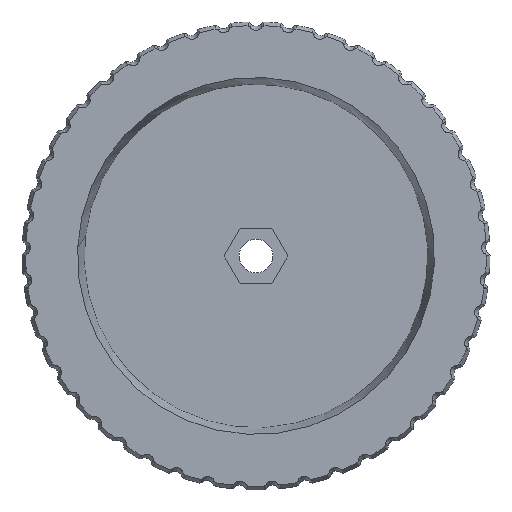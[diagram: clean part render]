
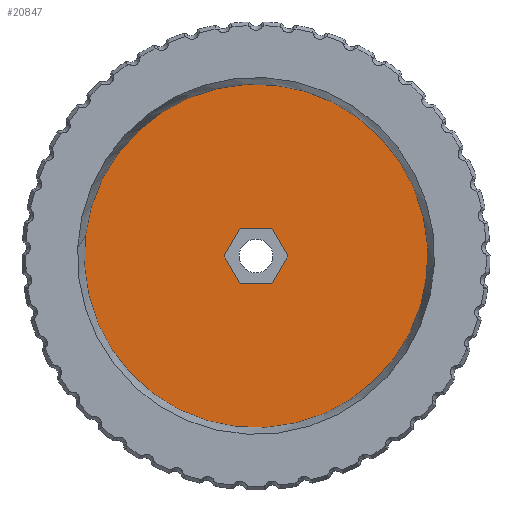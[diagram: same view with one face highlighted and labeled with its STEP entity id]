
A CAD part, top view. The second image highlights one B-rep face of the part: STEP entity #20847.
In plain terms, the highlighted planar face has unit normal (0, 0, 1).
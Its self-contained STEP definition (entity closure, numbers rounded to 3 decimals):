
#20 = EDGE_CURVE ( 'NONE', #8273, #19418, #10851, .T. ) ;
#318 = CARTESIAN_POINT ( 'NONE',  ( 0., 0., -3. ) ) ;
#563 = EDGE_CURVE ( 'NONE', #16410, #9477, #7560, .T. ) ;
#617 = EDGE_LOOP ( 'NONE', ( #22722, #7395, #12086, #22618, #3932, #1628 ) ) ;
#802 = CARTESIAN_POINT ( 'NONE',  ( -2.021, 3.5, -3. ) ) ;
#947 = VERTEX_POINT ( 'NONE', #16580 ) ;
#957 = VERTEX_POINT ( 'NONE', #7352 ) ;
#1058 = LINE ( 'NONE', #18940, #24769 ) ;
#1628 = ORIENTED_EDGE ( 'NONE', *, *, #20, .F. ) ;
#2147 = AXIS2_PLACEMENT_3D ( 'NONE', #7356, #3625, #22805 ) ;
#2754 = CARTESIAN_POINT ( 'NONE',  ( 21.653, -2.526, -3. ) ) ;
#2932 = EDGE_CURVE ( 'NONE', #4404, #947, #1058, .T. ) ;
#2996 = CARTESIAN_POINT ( 'NONE',  ( -2.021, 3.5, -3. ) ) ;
#3009 = CARTESIAN_POINT ( 'NONE',  ( 2.021, 3.5, -3. ) ) ;
#3368 = CARTESIAN_POINT ( 'NONE',  ( -4.041, 0., -3. ) ) ;
#3625 = DIRECTION ( 'NONE',  ( 0., 0., 1. ) ) ;
#3632 = EDGE_CURVE ( 'NONE', #957, #7829, #19372, .T. ) ;
#3635 = LINE ( 'NONE', #3368, #23504 ) ;
#3932 = ORIENTED_EDGE ( 'NONE', *, *, #20491, .F. ) ;
#4404 = VERTEX_POINT ( 'NONE', #26063 ) ;
#4592 = CARTESIAN_POINT ( 'NONE',  ( 4.041, 0., -3. ) ) ;
#5701 = LINE ( 'NONE', #25982, #20746 ) ;
#6977 = DIRECTION ( 'NONE',  ( 1., 0., 0. ) ) ;
#7352 = CARTESIAN_POINT ( 'NONE',  ( -21.653, 2.526, -3. ) ) ;
#7356 = CARTESIAN_POINT ( 'NONE',  ( 0., 0., -3. ) ) ;
#7395 = ORIENTED_EDGE ( 'NONE', *, *, #2932, .F. ) ;
#7498 = EDGE_LOOP ( 'NONE', ( #25231, #16823 ) ) ;
#7560 = LINE ( 'NONE', #2996, #11578 ) ;
#7829 = VERTEX_POINT ( 'NONE', #2754 ) ;
#8040 = DIRECTION ( 'NONE',  ( -1., 0., 0. ) ) ;
#8273 = VERTEX_POINT ( 'NONE', #27112 ) ;
#8277 = EDGE_CURVE ( 'NONE', #9477, #4404, #3635, .T. ) ;
#8963 = DIRECTION ( 'NONE',  ( 0., 0., 1. ) ) ;
#9477 = VERTEX_POINT ( 'NONE', #11195 ) ;
#10851 = LINE ( 'NONE', #4592, #11103 ) ;
#11103 = VECTOR ( 'NONE', #13267, 1000. ) ;
#11195 = CARTESIAN_POINT ( 'NONE',  ( -4.041, 0., -3. ) ) ;
#11578 = VECTOR ( 'NONE', #16242, 1000. ) ;
#12086 = ORIENTED_EDGE ( 'NONE', *, *, #8277, .F. ) ;
#12832 = LINE ( 'NONE', #21506, #22250 ) ;
#13058 = DIRECTION ( 'NONE',  ( 0.5, 0.866, 0. ) ) ;
#13267 = DIRECTION ( 'NONE',  ( -0.5, 0.866, 0. ) ) ;
#16242 = DIRECTION ( 'NONE',  ( -0.5, -0.866, 0. ) ) ;
#16410 = VERTEX_POINT ( 'NONE', #802 ) ;
#16580 = CARTESIAN_POINT ( 'NONE',  ( 2.021, -3.5, -3. ) ) ;
#16598 = DIRECTION ( 'NONE',  ( 0.5, -0.866, 0. ) ) ;
#16823 = ORIENTED_EDGE ( 'NONE', *, *, #23316, .T. ) ;
#17899 = PLANE ( 'NONE',  #23655 ) ;
#18251 = CARTESIAN_POINT ( 'NONE',  ( 0., 0., -3. ) ) ;
#18919 = CIRCLE ( 'NONE', #24758, 21.8 ) ;
#18940 = CARTESIAN_POINT ( 'NONE',  ( -2.021, -3.5, -3. ) ) ;
#19372 = CIRCLE ( 'NONE', #2147, 21.8 ) ;
#19418 = VERTEX_POINT ( 'NONE', #3009 ) ;
#20035 = FACE_OUTER_BOUND ( 'NONE', #7498, .T. ) ;
#20491 = EDGE_CURVE ( 'NONE', #19418, #16410, #12832, .T. ) ;
#20746 = VECTOR ( 'NONE', #13058, 1000. ) ;
#20847 = ADVANCED_FACE ( 'NONE', ( #21883, #20035 ), #17899, .T. ) ;
#21506 = CARTESIAN_POINT ( 'NONE',  ( 2.021, 3.5, -3. ) ) ;
#21883 = FACE_BOUND ( 'NONE', #617, .T. ) ;
#22250 = VECTOR ( 'NONE', #8040, 1000. ) ;
#22618 = ORIENTED_EDGE ( 'NONE', *, *, #563, .F. ) ;
#22722 = ORIENTED_EDGE ( 'NONE', *, *, #23390, .F. ) ;
#22805 = DIRECTION ( 'NONE',  ( 1., 0., 0. ) ) ;
#23316 = EDGE_CURVE ( 'NONE', #7829, #957, #18919, .T. ) ;
#23390 = EDGE_CURVE ( 'NONE', #947, #8273, #5701, .T. ) ;
#23504 = VECTOR ( 'NONE', #16598, 1000. ) ;
#23655 = AXIS2_PLACEMENT_3D ( 'NONE', #318, #8963, #6977 ) ;
#24617 = DIRECTION ( 'NONE',  ( 1., 0., 0. ) ) ;
#24758 = AXIS2_PLACEMENT_3D ( 'NONE', #18251, #26782, #24617 ) ;
#24769 = VECTOR ( 'NONE', #27763, 1000. ) ;
#25231 = ORIENTED_EDGE ( 'NONE', *, *, #3632, .T. ) ;
#25982 = CARTESIAN_POINT ( 'NONE',  ( 2.021, -3.5, -3. ) ) ;
#26063 = CARTESIAN_POINT ( 'NONE',  ( -2.021, -3.5, -3. ) ) ;
#26782 = DIRECTION ( 'NONE',  ( 0., 0., 1. ) ) ;
#27112 = CARTESIAN_POINT ( 'NONE',  ( 4.041, 0., -3. ) ) ;
#27763 = DIRECTION ( 'NONE',  ( 1., 0., 0. ) ) ;
